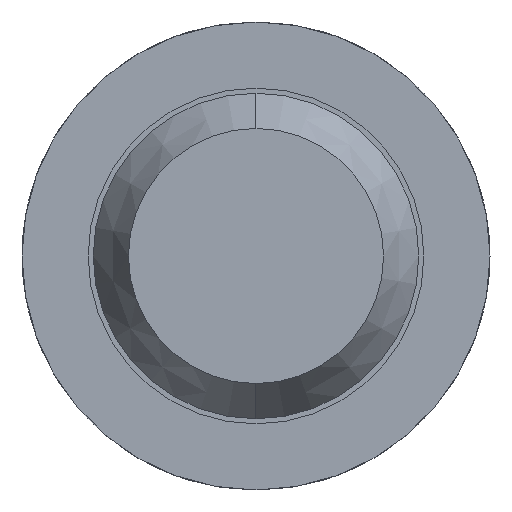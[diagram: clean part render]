
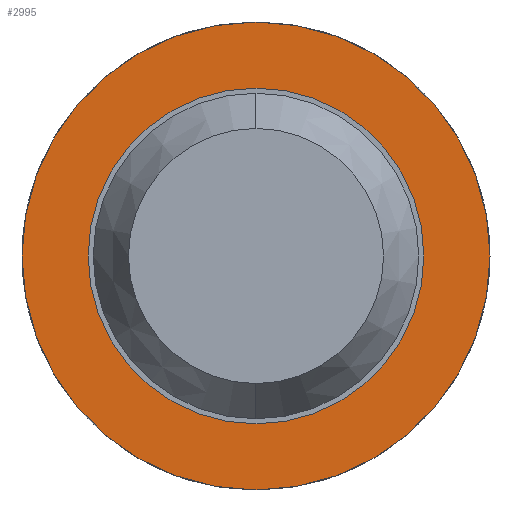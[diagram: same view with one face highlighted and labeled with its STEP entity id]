
A CAD part, front view. The second image highlights one B-rep face of the part: STEP entity #2995.
In plain terms, the highlighted planar face has unit normal (0, -1, 0).
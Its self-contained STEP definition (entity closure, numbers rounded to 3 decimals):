
#209 = DIRECTION ( 'NONE',  ( 0., 0., 1. ) ) ;
#223 = EDGE_CURVE ( 'Defeature ausgef�hrt1_7+Defeature ausgef�hrt1_14+Defeature ausgef�hrt1_14+Defeature ausgef�hrt1_14', #614, #2905, #2678, .T. ) ;
#244 = FACE_BOUND ( 'NONE', #573, .T. ) ;
#517 = DIRECTION ( 'NONE',  ( 0., 1., 0. ) ) ;
#542 = DIRECTION ( 'NONE',  ( 0., 0., 1. ) ) ;
#573 = EDGE_LOOP ( 'NONE', ( #3759, #1735 ) ) ;
#614 = VERTEX_POINT ( 'NONE', #4791 ) ;
#765 = CIRCLE ( 'NONE', #3163, 0.825 ) ;
#930 = CARTESIAN_POINT ( 'NONE',  ( 0., -1.7, 0.825 ) ) ;
#942 = CARTESIAN_POINT ( 'NONE',  ( 0., -1.7, 0. ) ) ;
#1032 = VERTEX_POINT ( 'NONE', #4707 ) ;
#1139 = DIRECTION ( 'NONE',  ( 0., 0., 1. ) ) ;
#1156 = CARTESIAN_POINT ( 'NONE',  ( 0., -1.7, 0. ) ) ;
#1180 = CARTESIAN_POINT ( 'NONE',  ( 0.825, -1.7, 0. ) ) ;
#1239 = FACE_OUTER_BOUND ( 'NONE', #1864, .T. ) ;
#1253 = AXIS2_PLACEMENT_3D ( 'NONE', #1180, #517, #3802 ) ;
#1662 = CARTESIAN_POINT ( 'NONE',  ( 0., -1.7, 0. ) ) ;
#1735 = ORIENTED_EDGE ( 'NONE', *, *, #3921, .T. ) ;
#1780 = DIRECTION ( 'NONE',  ( 0., 1., 0. ) ) ;
#1850 = AXIS2_PLACEMENT_3D ( 'NONE', #1156, #4170, #1139 ) ;
#1864 = EDGE_LOOP ( 'NONE', ( #3132, #2847 ) ) ;
#2049 = VERTEX_POINT ( 'NONE', #930 ) ;
#2091 = DIRECTION ( 'NONE',  ( 0., 0., 1. ) ) ;
#2223 = AXIS2_PLACEMENT_3D ( 'NONE', #942, #3208, #209 ) ;
#2373 = PLANE ( 'NONE',  #1253 ) ;
#2678 = CIRCLE ( 'NONE', #1850, 1.15 ) ;
#2847 = ORIENTED_EDGE ( 'NONE', *, *, #223, .F. ) ;
#2905 = VERTEX_POINT ( 'NONE', #3687 ) ;
#2995 = ADVANCED_FACE ( 'Defeature ausgef�hrt1_14', ( #1239, #244 ), #2373, .F. ) ;
#3028 = CIRCLE ( 'NONE', #2223, 1.15 ) ;
#3116 = EDGE_CURVE ( 'Defeature ausgef�hrt1_14+Defeature ausgef�hrt1_13+Defeature ausgef�hrt1_13+Defeature ausgef�hrt1_13', #2049, #1032, #4129, .T. ) ;
#3132 = ORIENTED_EDGE ( 'NONE', *, *, #4042, .F. ) ;
#3163 = AXIS2_PLACEMENT_3D ( 'NONE', #3466, #3849, #542 ) ;
#3208 = DIRECTION ( 'NONE',  ( 0., 1., 0. ) ) ;
#3326 = AXIS2_PLACEMENT_3D ( 'NONE', #1662, #1780, #2091 ) ;
#3466 = CARTESIAN_POINT ( 'NONE',  ( 0., -1.7, 0. ) ) ;
#3687 = CARTESIAN_POINT ( 'NONE',  ( 0., -1.7, 1.15 ) ) ;
#3759 = ORIENTED_EDGE ( 'NONE', *, *, #3116, .T. ) ;
#3802 = DIRECTION ( 'NONE',  ( 0., 0., 1. ) ) ;
#3849 = DIRECTION ( 'NONE',  ( 0., 1., 0. ) ) ;
#3921 = EDGE_CURVE ( 'Defeature ausgef�hrt1_14+Defeature ausgef�hrt1_13+Defeature ausgef�hrt1_13+Defeature ausgef�hrt1_13', #1032, #2049, #765, .T. ) ;
#4042 = EDGE_CURVE ( 'Defeature ausgef�hrt1_7+Defeature ausgef�hrt1_14+Defeature ausgef�hrt1_14+Defeature ausgef�hrt1_14', #2905, #614, #3028, .T. ) ;
#4129 = CIRCLE ( 'NONE', #3326, 0.825 ) ;
#4170 = DIRECTION ( 'NONE',  ( 0., 1., 0. ) ) ;
#4707 = CARTESIAN_POINT ( 'NONE',  ( 0., -1.7, -0.825 ) ) ;
#4791 = CARTESIAN_POINT ( 'NONE',  ( 0., -1.7, -1.15 ) ) ;
